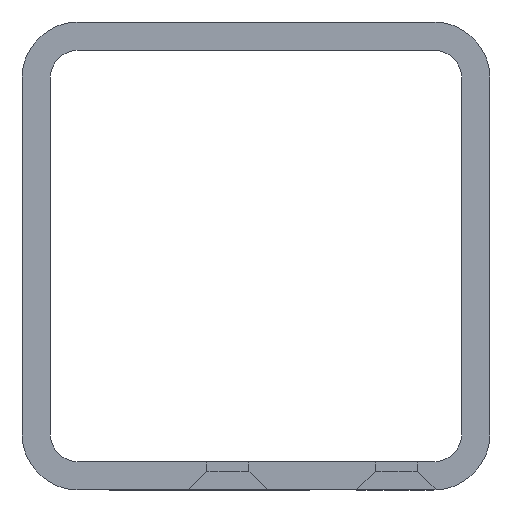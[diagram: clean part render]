
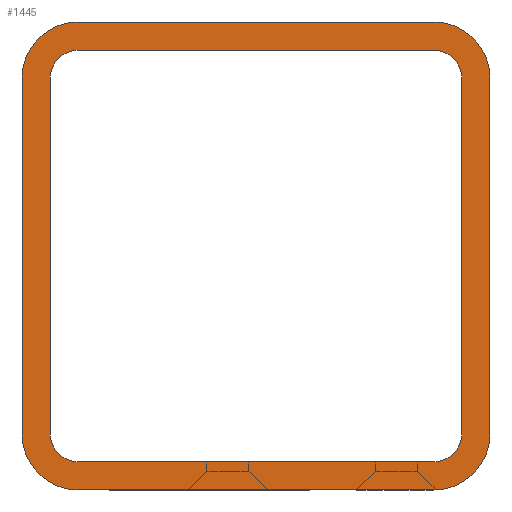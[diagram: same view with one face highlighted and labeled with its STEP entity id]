
A CAD part, front view. The second image highlights one B-rep face of the part: STEP entity #1445.
In plain terms, the highlighted planar face has unit normal (0, -1, 0).
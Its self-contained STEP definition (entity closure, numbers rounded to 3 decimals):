
#56 = DIRECTION ( 'NONE',  ( 0., 1., 0. ) ) ;
#61 = EDGE_LOOP ( 'NONE', ( #350, #4264, #1339, #392, #3942, #1362, #1529, #3474 ) ) ;
#162 = EDGE_CURVE ( 'NONE', #2972, #3062, #1331, .T. ) ;
#187 = EDGE_CURVE ( 'NONE', #3704, #3241, #2647, .T. ) ;
#262 = ORIENTED_EDGE ( 'NONE', *, *, #1926, .F. ) ;
#293 = DIRECTION ( 'NONE',  ( 1., 0., 0. ) ) ;
#309 = CARTESIAN_POINT ( 'NONE',  ( 0., 0., -19. ) ) ;
#335 = ORIENTED_EDGE ( 'NONE', *, *, #2438, .F. ) ;
#350 = ORIENTED_EDGE ( 'NONE', *, *, #162, .T. ) ;
#367 = CIRCLE ( 'NONE', #3253, 3. ) ;
#376 = CIRCLE ( 'NONE', #891, 6. ) ;
#392 = ORIENTED_EDGE ( 'NONE', *, *, #985, .T. ) ;
#403 = CARTESIAN_POINT ( 'NONE',  ( -44., 0., -19. ) ) ;
#421 = CARTESIAN_POINT ( 'NONE',  ( -50., 0., 19. ) ) ;
#436 = LINE ( 'NONE', #3847, #1133 ) ;
#537 = CARTESIAN_POINT ( 'NONE',  ( -50., 0., -19. ) ) ;
#548 = VECTOR ( 'NONE', #4102, 1000. ) ;
#606 = CARTESIAN_POINT ( 'NONE',  ( -6., 0., 19. ) ) ;
#634 = AXIS2_PLACEMENT_3D ( 'NONE', #2950, #4282, #1625 ) ;
#660 = ORIENTED_EDGE ( 'NONE', *, *, #4228, .F. ) ;
#670 = LINE ( 'NONE', #754, #3014 ) ;
#724 = DIRECTION ( 'NONE',  ( 0., 0., 1. ) ) ;
#747 = EDGE_CURVE ( 'NONE', #3588, #1009, #670, .T. ) ;
#748 = ORIENTED_EDGE ( 'NONE', *, *, #187, .F. ) ;
#754 = CARTESIAN_POINT ( 'NONE',  ( -3., 0., -19. ) ) ;
#768 = CARTESIAN_POINT ( 'NONE',  ( 0., 0., -19. ) ) ;
#787 = CARTESIAN_POINT ( 'NONE',  ( -6., 0., -19. ) ) ;
#794 = ORIENTED_EDGE ( 'NONE', *, *, #2002, .F. ) ;
#804 = LINE ( 'NONE', #4167, #1295 ) ;
#839 = CARTESIAN_POINT ( 'NONE',  ( -44., 0., 19. ) ) ;
#867 = VECTOR ( 'NONE', #293, 1000. ) ;
#891 = AXIS2_PLACEMENT_3D ( 'NONE', #403, #1799, #724 ) ;
#951 = VERTEX_POINT ( 'NONE', #2076 ) ;
#985 = EDGE_CURVE ( 'NONE', #1417, #4116, #1571, .T. ) ;
#1007 = LINE ( 'NONE', #2861, #2616 ) ;
#1009 = VERTEX_POINT ( 'NONE', #3479 ) ;
#1010 = LINE ( 'NONE', #768, #548 ) ;
#1061 = ORIENTED_EDGE ( 'NONE', *, *, #3950, .F. ) ;
#1133 = VECTOR ( 'NONE', #1885, 1000. ) ;
#1165 = DIRECTION ( 'NONE',  ( 0., 0., 1. ) ) ;
#1295 = VECTOR ( 'NONE', #3821, 1000. ) ;
#1331 = CIRCLE ( 'NONE', #634, 3. ) ;
#1339 = ORIENTED_EDGE ( 'NONE', *, *, #3779, .T. ) ;
#1344 = DIRECTION ( 'NONE',  ( 0., 0., 1. ) ) ;
#1362 = ORIENTED_EDGE ( 'NONE', *, *, #747, .T. ) ;
#1417 = VERTEX_POINT ( 'NONE', #1428 ) ;
#1423 = VERTEX_POINT ( 'NONE', #2445 ) ;
#1428 = CARTESIAN_POINT ( 'NONE',  ( -44., 0., 22. ) ) ;
#1444 = EDGE_CURVE ( 'NONE', #3062, #951, #1007, .T. ) ;
#1445 = ADVANCED_FACE ( 'NONE', ( #4272, #2515 ), #1490, .F. ) ;
#1449 = DIRECTION ( 'NONE',  ( 0., 0., -1. ) ) ;
#1490 = PLANE ( 'NONE',  #3976 ) ;
#1495 = DIRECTION ( 'NONE',  ( 1., 0., 0. ) ) ;
#1529 = ORIENTED_EDGE ( 'NONE', *, *, #3118, .T. ) ;
#1545 = CARTESIAN_POINT ( 'NONE',  ( -6., 0., -22. ) ) ;
#1571 = LINE ( 'NONE', #2516, #3208 ) ;
#1574 = AXIS2_PLACEMENT_3D ( 'NONE', #4050, #4381, #2344 ) ;
#1625 = DIRECTION ( 'NONE',  ( 0., 0., 1. ) ) ;
#1675 = EDGE_CURVE ( 'NONE', #4116, #3588, #2279, .T. ) ;
#1787 = DIRECTION ( 'NONE',  ( 0., 0., 1. ) ) ;
#1799 = DIRECTION ( 'NONE',  ( 0., 1., 0. ) ) ;
#1828 = CIRCLE ( 'NONE', #2733, 6. ) ;
#1857 = DIRECTION ( 'NONE',  ( 0., 0., 1. ) ) ;
#1885 = DIRECTION ( 'NONE',  ( -1., 0., 0. ) ) ;
#1926 = EDGE_CURVE ( 'NONE', #1423, #2057, #2590, .T. ) ;
#1957 = CARTESIAN_POINT ( 'NONE',  ( -44., 0., 25. ) ) ;
#1996 = LINE ( 'NONE', #3345, #3678 ) ;
#2002 = EDGE_CURVE ( 'NONE', #2625, #3704, #1996, .T. ) ;
#2019 = AXIS2_PLACEMENT_3D ( 'NONE', #3214, #2560, #1165 ) ;
#2057 = VERTEX_POINT ( 'NONE', #2698 ) ;
#2076 = CARTESIAN_POINT ( 'NONE',  ( -47., 0., 19. ) ) ;
#2096 = ORIENTED_EDGE ( 'NONE', *, *, #3657, .F. ) ;
#2164 = CARTESIAN_POINT ( 'NONE',  ( -44., 0., -22. ) ) ;
#2272 = AXIS2_PLACEMENT_3D ( 'NONE', #2952, #3296, #4286 ) ;
#2275 = ORIENTED_EDGE ( 'NONE', *, *, #2564, .F. ) ;
#2279 = CIRCLE ( 'NONE', #4194, 3. ) ;
#2344 = DIRECTION ( 'NONE',  ( 0., 0., 1. ) ) ;
#2438 = EDGE_CURVE ( 'NONE', #2057, #3418, #1010, .T. ) ;
#2445 = CARTESIAN_POINT ( 'NONE',  ( -6., 0., 25. ) ) ;
#2469 = CARTESIAN_POINT ( 'NONE',  ( -47., 0., -19. ) ) ;
#2515 = FACE_OUTER_BOUND ( 'NONE', #3990, .T. ) ;
#2516 = CARTESIAN_POINT ( 'NONE',  ( -44., 0., 22. ) ) ;
#2558 = VERTEX_POINT ( 'NONE', #1545 ) ;
#2560 = DIRECTION ( 'NONE',  ( 0., 1., 0. ) ) ;
#2564 = EDGE_CURVE ( 'NONE', #3523, #3221, #436, .T. ) ;
#2590 = CIRCLE ( 'NONE', #2272, 6. ) ;
#2616 = VECTOR ( 'NONE', #1787, 1000. ) ;
#2625 = VERTEX_POINT ( 'NONE', #537 ) ;
#2647 = CIRCLE ( 'NONE', #1574, 6. ) ;
#2667 = LINE ( 'NONE', #1957, #867 ) ;
#2698 = CARTESIAN_POINT ( 'NONE',  ( 0., 0., 19. ) ) ;
#2733 = AXIS2_PLACEMENT_3D ( 'NONE', #787, #56, #3159 ) ;
#2861 = CARTESIAN_POINT ( 'NONE',  ( -47., 0., 19. ) ) ;
#2947 = CARTESIAN_POINT ( 'NONE',  ( -44., 0., 25. ) ) ;
#2950 = CARTESIAN_POINT ( 'NONE',  ( -44., 0., -19. ) ) ;
#2952 = CARTESIAN_POINT ( 'NONE',  ( -6., 0., 19. ) ) ;
#2972 = VERTEX_POINT ( 'NONE', #2164 ) ;
#3014 = VECTOR ( 'NONE', #1449, 1000. ) ;
#3062 = VERTEX_POINT ( 'NONE', #2469 ) ;
#3118 = EDGE_CURVE ( 'NONE', #1009, #2558, #3153, .T. ) ;
#3143 = DIRECTION ( 'NONE',  ( 0., 1., 0. ) ) ;
#3153 = CIRCLE ( 'NONE', #2019, 3. ) ;
#3159 = DIRECTION ( 'NONE',  ( 0., 0., 1. ) ) ;
#3208 = VECTOR ( 'NONE', #1495, 1000. ) ;
#3214 = CARTESIAN_POINT ( 'NONE',  ( -6., 0., -19. ) ) ;
#3221 = VERTEX_POINT ( 'NONE', #4199 ) ;
#3240 = DIRECTION ( 'NONE',  ( 0., 1., 0. ) ) ;
#3241 = VERTEX_POINT ( 'NONE', #2947 ) ;
#3253 = AXIS2_PLACEMENT_3D ( 'NONE', #839, #3240, #1857 ) ;
#3289 = DIRECTION ( 'NONE',  ( 0., 0., 1. ) ) ;
#3296 = DIRECTION ( 'NONE',  ( 0., 1., 0. ) ) ;
#3345 = CARTESIAN_POINT ( 'NONE',  ( -50., 0., 19. ) ) ;
#3418 = VERTEX_POINT ( 'NONE', #309 ) ;
#3474 = ORIENTED_EDGE ( 'NONE', *, *, #4297, .T. ) ;
#3479 = CARTESIAN_POINT ( 'NONE',  ( -3., 0., -19. ) ) ;
#3492 = DIRECTION ( 'NONE',  ( 0., 0., 1. ) ) ;
#3523 = VERTEX_POINT ( 'NONE', #3773 ) ;
#3588 = VERTEX_POINT ( 'NONE', #4177 ) ;
#3657 = EDGE_CURVE ( 'NONE', #3221, #2625, #376, .T. ) ;
#3678 = VECTOR ( 'NONE', #1344, 1000. ) ;
#3704 = VERTEX_POINT ( 'NONE', #421 ) ;
#3713 = CARTESIAN_POINT ( 'NONE',  ( -6., 0., 22. ) ) ;
#3773 = CARTESIAN_POINT ( 'NONE',  ( -6., 0., -25. ) ) ;
#3779 = EDGE_CURVE ( 'NONE', #951, #1417, #367, .T. ) ;
#3821 = DIRECTION ( 'NONE',  ( -1., 0., 0. ) ) ;
#3839 = CARTESIAN_POINT ( 'NONE',  ( -6., 0., -19. ) ) ;
#3847 = CARTESIAN_POINT ( 'NONE',  ( -6., 0., -25. ) ) ;
#3942 = ORIENTED_EDGE ( 'NONE', *, *, #1675, .T. ) ;
#3950 = EDGE_CURVE ( 'NONE', #3241, #1423, #2667, .T. ) ;
#3976 = AXIS2_PLACEMENT_3D ( 'NONE', #3839, #3143, #3492 ) ;
#3990 = EDGE_LOOP ( 'NONE', ( #660, #335, #262, #1061, #748, #794, #2096, #2275 ) ) ;
#3991 = DIRECTION ( 'NONE',  ( 0., 1., 0. ) ) ;
#4050 = CARTESIAN_POINT ( 'NONE',  ( -44., 0., 19. ) ) ;
#4102 = DIRECTION ( 'NONE',  ( 0., 0., -1. ) ) ;
#4116 = VERTEX_POINT ( 'NONE', #3713 ) ;
#4167 = CARTESIAN_POINT ( 'NONE',  ( -6., 0., -22. ) ) ;
#4177 = CARTESIAN_POINT ( 'NONE',  ( -3., 0., 19. ) ) ;
#4194 = AXIS2_PLACEMENT_3D ( 'NONE', #606, #3991, #3289 ) ;
#4199 = CARTESIAN_POINT ( 'NONE',  ( -44., 0., -25. ) ) ;
#4228 = EDGE_CURVE ( 'NONE', #3418, #3523, #1828, .T. ) ;
#4264 = ORIENTED_EDGE ( 'NONE', *, *, #1444, .T. ) ;
#4272 = FACE_BOUND ( 'NONE', #61, .T. ) ;
#4282 = DIRECTION ( 'NONE',  ( 0., 1., 0. ) ) ;
#4286 = DIRECTION ( 'NONE',  ( 0., 0., 1. ) ) ;
#4297 = EDGE_CURVE ( 'NONE', #2558, #2972, #804, .T. ) ;
#4381 = DIRECTION ( 'NONE',  ( 0., 1., 0. ) ) ;
